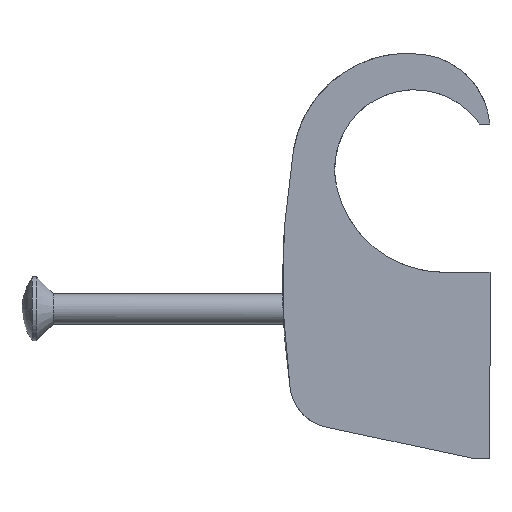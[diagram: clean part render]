
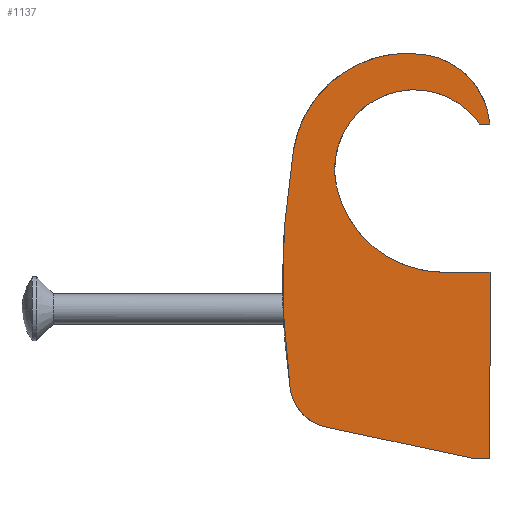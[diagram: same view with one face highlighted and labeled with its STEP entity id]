
A CAD part, left-side view. The second image highlights one B-rep face of the part: STEP entity #1137.
In plain terms, the highlighted planar face has unit normal (-1, 0.016, 0).
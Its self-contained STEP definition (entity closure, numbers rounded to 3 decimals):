
#2 =( BOUNDED_CURVE ( )  B_SPLINE_CURVE ( 3, ( #881, #41, #556, #1176 ),
 .UNSPECIFIED., .F., .F. ) 
 B_SPLINE_CURVE_WITH_KNOTS ( ( 4, 4 ),
 ( 1.78, 3.003 ),
 .UNSPECIFIED. ) 
 CURVE ( )  GEOMETRIC_REPRESENTATION_ITEM ( )  RATIONAL_B_SPLINE_CURVE ( ( 1., 0.879, 0.879, 1. ) ) 
 REPRESENTATION_ITEM ( '' )  );
#11 = CARTESIAN_POINT ( 'NONE',  ( -4.923, 4.903, 25.982 ) ) ;
#31 = CARTESIAN_POINT ( 'NONE',  ( -5., 0., 0. ) ) ;
#41 = CARTESIAN_POINT ( 'NONE',  ( -4.817, 11.747, 2.284 ) ) ;
#45 = DIRECTION ( 'NONE',  ( 0.015, 0.978, 0.208 ) ) ;
#75 = CARTESIAN_POINT ( 'NONE',  ( -4.99, 0.615, 21.45 ) ) ;
#82 = CARTESIAN_POINT ( 'NONE',  ( -4.99, 0.662, 21.45 ) ) ;
#97 = CARTESIAN_POINT ( 'NONE',  ( -4.997, 0.208, 23.788 ) ) ;
#107 = VECTOR ( 'NONE', #447, 1000. ) ;
#143 = LINE ( 'NONE', #393, #691 ) ;
#191 = CARTESIAN_POINT ( 'NONE',  ( -5., 0., 11.95 ) ) ;
#226 = DIRECTION ( 'NONE',  ( 0., 0., -1. ) ) ;
#235 = CARTESIAN_POINT ( 'NONE',  ( -5., 0., 0. ) ) ;
#268 = VERTEX_POINT ( 'NONE', #191 ) ;
#282 = EDGE_CURVE ( 'NONE', #436, #788, #1095, .T. ) ;
#295 = CARTESIAN_POINT ( 'NONE',  ( -4.79, 13.455, 14.755 ) ) ;
#302 = CARTESIAN_POINT ( 'NONE',  ( -4.972, 1.8, 25.511 ) ) ;
#305 = CARTESIAN_POINT ( 'NONE',  ( -4.936, 4.116, 25.887 ) ) ;
#312 = EDGE_CURVE ( 'NONE', #988, #268, #143, .T. ) ;
#321 = ORIENTED_EDGE ( 'NONE', *, *, #708, .F. ) ;
#322 = FACE_OUTER_BOUND ( 'NONE', #1315, .T. ) ;
#335 = CARTESIAN_POINT ( 'NONE',  ( -5., 0., 0. ) ) ;
#354 = EDGE_CURVE ( 'NONE', #964, #1296, #594, .T. ) ;
#359 = CARTESIAN_POINT ( 'NONE',  ( -4.982, 1.149, 0.032 ) ) ;
#363 = CARTESIAN_POINT ( 'NONE',  ( -4.846, 9.843, 17.476 ) ) ;
#382 = ORIENTED_EDGE ( 'NONE', *, *, #354, .F. ) ;
#384 = DIRECTION ( 'NONE',  ( 0.016, 1., 0. ) ) ;
#387 = LINE ( 'NONE', #335, #107 ) ;
#393 = CARTESIAN_POINT ( 'NONE',  ( -5.001, -0.047, 11.95 ) ) ;
#398 = CARTESIAN_POINT ( 'NONE',  ( -4.803, 12.596, 19.82 ) ) ;
#404 =( BOUNDED_CURVE ( )  B_SPLINE_CURVE ( 3, ( #529, #1256, #1148, #626 ),
 .UNSPECIFIED., .F., .F. ) 
 B_SPLINE_CURVE_WITH_KNOTS ( ( 4, 4 ),
 ( 3.31, 4.712 ),
 .UNSPECIFIED. ) 
 CURVE ( )  GEOMETRIC_REPRESENTATION_ITEM ( )  RATIONAL_B_SPLINE_CURVE ( ( 1., 0.843, 0.843, 1. ) ) 
 REPRESENTATION_ITEM ( '' )  );
#431 = CARTESIAN_POINT ( 'NONE',  ( -4.917, 5.3, 25.982 ) ) ;
#436 = VERTEX_POINT ( 'NONE', #789 ) ;
#442 = CARTESIAN_POINT ( 'NONE',  ( -4.803, 12.596, 19.82 ) ) ;
#444 = CARTESIAN_POINT ( 'NONE',  ( -4.846, 9.843, 17.476 ) ) ;
#447 = DIRECTION ( 'NONE',  ( -0.016, -1., 0. ) ) ;
#450 = CARTESIAN_POINT ( 'NONE',  ( -5., 0.016, 21.45 ) ) ;
#462 = ORIENTED_EDGE ( 'NONE', *, *, #830, .F. ) ;
#529 = CARTESIAN_POINT ( 'NONE',  ( -4.803, 12.596, 19.82 ) ) ;
#556 = CARTESIAN_POINT ( 'NONE',  ( -4.803, 12.637, 3.239 ) ) ;
#562 = EDGE_CURVE ( 'NONE', #1296, #983, #1191, .T. ) ;
#571 = CARTESIAN_POINT ( 'NONE',  ( -4.99, 0.662, 21.45 ) ) ;
#594 = LINE ( 'NONE', #75, #892 ) ;
#615 = CARTESIAN_POINT ( 'NONE',  ( -4.917, 5.3, 25.982 ) ) ;
#626 = CARTESIAN_POINT ( 'NONE',  ( -4.917, 5.3, 25.982 ) ) ;
#676 = VERTEX_POINT ( 'NONE', #431 ) ;
#685 = EDGE_CURVE ( 'NONE', #983, #988, #1124, .T. ) ;
#690 = CARTESIAN_POINT ( 'NONE',  ( -4.837, 10.471, 2.013 ) ) ;
#691 = VECTOR ( 'NONE', #1018, 1000. ) ;
#697 = CARTESIAN_POINT ( 'NONE',  ( -4.926, 4.754, 27.369 ) ) ;
#705 = AXIS2_PLACEMENT_3D ( 'NONE', #1220, #1120, #1014 ) ;
#708 = EDGE_CURVE ( 'NONE', #268, #997, #728, .T. ) ;
#711 = CARTESIAN_POINT ( 'NONE',  ( -4.789, 13.53, 9.619 ) ) ;
#721 = CARTESIAN_POINT ( 'NONE',  ( -5., 0.016, 21.45 ) ) ;
#728 = LINE ( 'NONE', #235, #1007 ) ;
#743 = CARTESIAN_POINT ( 'NONE',  ( -4.953, 3., 11.95 ) ) ;
#762 = EDGE_CURVE ( 'NONE', #986, #997, #387, .T. ) ;
#785 = EDGE_CURVE ( 'NONE', #788, #676, #404, .T. ) ;
#788 = VERTEX_POINT ( 'NONE', #442 ) ;
#789 = CARTESIAN_POINT ( 'NONE',  ( -4.8, 12.818, 4.532 ) ) ;
#812 = LINE ( 'NONE', #359, #1056 ) ;
#830 = EDGE_CURVE ( 'NONE', #968, #964, #1271, .T. ) ;
#844 = ORIENTED_EDGE ( 'NONE', *, *, #562, .F. ) ;
#864 = CARTESIAN_POINT ( 'NONE',  ( -4.953, 3., 11.95 ) ) ;
#880 = EDGE_CURVE ( 'NONE', #986, #1213, #812, .T. ) ;
#881 = CARTESIAN_POINT ( 'NONE',  ( -4.837, 10.471, 2.013 ) ) ;
#889 = CARTESIAN_POINT ( 'NONE',  ( -4.823, 11.358, 24.511 ) ) ;
#892 = VECTOR ( 'NONE', #384, 1000. ) ;
#894 = CARTESIAN_POINT ( 'NONE',  ( -4.899, 6.441, 11.95 ) ) ;
#910 = ORIENTED_EDGE ( 'NONE', *, *, #1049, .F. ) ;
#920 = EDGE_CURVE ( 'NONE', #1213, #436, #2, .T. ) ;
#939 = ORIENTED_EDGE ( 'NONE', *, *, #785, .F. ) ;
#956 = CARTESIAN_POINT ( 'NONE',  ( -4.984, 1., 0. ) ) ;
#964 = VERTEX_POINT ( 'NONE', #450 ) ;
#968 = VERTEX_POINT ( 'NONE', #1167 ) ;
#983 = VERTEX_POINT ( 'NONE', #444 ) ;
#985 = CARTESIAN_POINT ( 'NONE',  ( -4.858, 9.119, 14.112 ) ) ;
#986 = VERTEX_POINT ( 'NONE', #956 ) ;
#988 = VERTEX_POINT ( 'NONE', #743 ) ;
#997 = VERTEX_POINT ( 'NONE', #31 ) ;
#1007 = VECTOR ( 'NONE', #226, 1000. ) ;
#1014 = DIRECTION ( 'NONE',  ( 0.016, 1., 0. ) ) ;
#1018 = DIRECTION ( 'NONE',  ( -0.016, -1., 0. ) ) ;
#1034 = CARTESIAN_POINT ( 'NONE',  ( -4.93, 4.508, 25.95 ) ) ;
#1049 = EDGE_CURVE ( 'NONE', #676, #968, #1178, .T. ) ;
#1056 = VECTOR ( 'NONE', #45, 1000. ) ;
#1095 =( BOUNDED_CURVE ( )  B_SPLINE_CURVE ( 3, ( #1122, #711, #295, #398 ),
 .UNSPECIFIED., .F., .T. ) 
 B_SPLINE_CURVE_WITH_KNOTS ( ( 4, 4 ),
 ( 3.003, 3.31 ),
 .UNSPECIFIED. ) 
 CURVE ( )  GEOMETRIC_REPRESENTATION_ITEM ( )  RATIONAL_B_SPLINE_CURVE ( ( 1., 0.992, 0.992, 1. ) ) 
 REPRESENTATION_ITEM ( '' )  );
#1112 = PLANE ( 'NONE',  #705 ) ;
#1120 = DIRECTION ( 'NONE',  ( 1., -0.016, 0. ) ) ;
#1122 = CARTESIAN_POINT ( 'NONE',  ( -4.8, 12.818, 4.532 ) ) ;
#1124 =( BOUNDED_CURVE ( )  B_SPLINE_CURVE ( 3, ( #363, #985, #894, #864 ),
 .UNSPECIFIED., .F., .T. ) 
 B_SPLINE_CURVE_WITH_KNOTS ( ( 4, 4 ),
 ( 0.212, 1.571 ),
 .UNSPECIFIED. ) 
 CURVE ( )  GEOMETRIC_REPRESENTATION_ITEM ( )  RATIONAL_B_SPLINE_CURVE ( ( 1., 0.852, 0.852, 1. ) ) 
 REPRESENTATION_ITEM ( '' )  );
#1137 = ADVANCED_FACE ( 'NONE', ( #322 ), #1112, .F. ) ;
#1138 = ORIENTED_EDGE ( 'NONE', *, *, #282, .F. ) ;
#1148 = CARTESIAN_POINT ( 'NONE',  ( -4.858, 9.078, 25.982 ) ) ;
#1167 = CARTESIAN_POINT ( 'NONE',  ( -4.936, 4.116, 25.887 ) ) ;
#1169 = ORIENTED_EDGE ( 'NONE', *, *, #685, .F. ) ;
#1176 = CARTESIAN_POINT ( 'NONE',  ( -4.8, 12.818, 4.532 ) ) ;
#1178 =( BOUNDED_CURVE ( )  B_SPLINE_CURVE ( 3, ( #615, #11, #1034, #305 ),
 .UNSPECIFIED., .F., .T. ) 
 B_SPLINE_CURVE_WITH_KNOTS ( ( 4, 4 ),
 ( 4.712, 4.873 ),
 .UNSPECIFIED. ) 
 CURVE ( )  GEOMETRIC_REPRESENTATION_ITEM ( )  RATIONAL_B_SPLINE_CURVE ( ( 1., 0.998, 0.998, 1. ) ) 
 REPRESENTATION_ITEM ( '' )  );
#1191 =( BOUNDED_CURVE ( )  B_SPLINE_CURVE ( 3, ( #82, #697, #889, #1290 ),
 .UNSPECIFIED., .F., .F. ) 
 B_SPLINE_CURVE_WITH_KNOTS ( ( 4, 4 ),
 ( 3.746, 6.495 ),
 .UNSPECIFIED. ) 
 CURVE ( )  GEOMETRIC_REPRESENTATION_ITEM ( )  RATIONAL_B_SPLINE_CURVE ( ( 1., 0.463, 0.463, 1. ) ) 
 REPRESENTATION_ITEM ( '' )  );
#1213 = VERTEX_POINT ( 'NONE', #690 ) ;
#1220 = CARTESIAN_POINT ( 'NONE',  ( -5., 0., 30. ) ) ;
#1235 = CARTESIAN_POINT ( 'NONE',  ( -4.936, 4.116, 25.887 ) ) ;
#1256 = CARTESIAN_POINT ( 'NONE',  ( -4.813, 11.964, 23.544 ) ) ;
#1271 =( BOUNDED_CURVE ( )  B_SPLINE_CURVE ( 3, ( #1235, #302, #97, #721 ),
 .UNSPECIFIED., .F., .F. ) 
 B_SPLINE_CURVE_WITH_KNOTS ( ( 4, 4 ),
 ( 4.873, 6.201 ),
 .UNSPECIFIED. ) 
 CURVE ( )  GEOMETRIC_REPRESENTATION_ITEM ( )  RATIONAL_B_SPLINE_CURVE ( ( 1., 0.858, 0.858, 1. ) ) 
 REPRESENTATION_ITEM ( '' )  );
#1276 = ORIENTED_EDGE ( 'NONE', *, *, #920, .F. ) ;
#1288 = ORIENTED_EDGE ( 'NONE', *, *, #762, .T. ) ;
#1290 = CARTESIAN_POINT ( 'NONE',  ( -4.846, 9.843, 17.476 ) ) ;
#1293 = ORIENTED_EDGE ( 'NONE', *, *, #312, .F. ) ;
#1296 = VERTEX_POINT ( 'NONE', #571 ) ;
#1315 = EDGE_LOOP ( 'NONE', ( #1288, #321, #1293, #1169, #844, #382, #462, #910, #939, #1138, #1276, #1326 ) ) ;
#1326 = ORIENTED_EDGE ( 'NONE', *, *, #880, .F. ) ;
